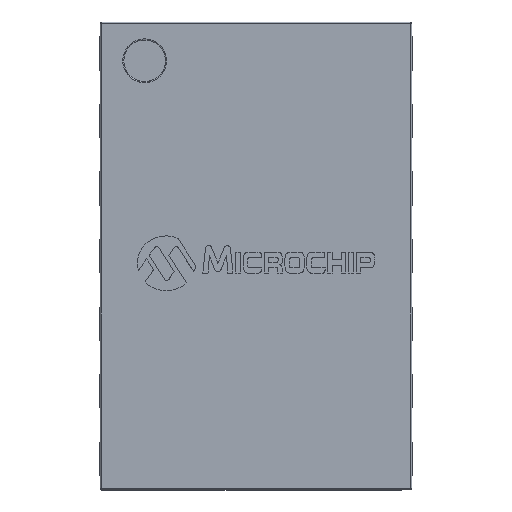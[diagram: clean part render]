
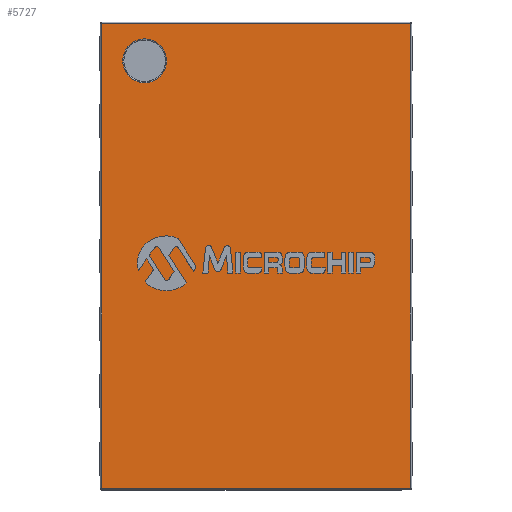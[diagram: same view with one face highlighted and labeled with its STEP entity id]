
A CAD part, top view. The second image highlights one B-rep face of the part: STEP entity #5727.
In plain terms, the highlighted planar face has unit normal (0, 0, 1).
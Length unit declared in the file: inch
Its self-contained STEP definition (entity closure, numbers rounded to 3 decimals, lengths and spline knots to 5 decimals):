
#212=FACE_BOUND('',#2153,.T.);
#227=PLANE('',#6258);
#502=LINE('',#8078,#1134);
#504=LINE('',#8081,#1136);
#508=LINE('',#8087,#1140);
#510=LINE('',#8090,#1142);
#1134=VECTOR('',#6706,0.3937);
#1136=VECTOR('',#6710,0.3937);
#1140=VECTOR('',#6718,0.3937);
#1142=VECTOR('',#6722,0.3937);
#1810=FACE_OUTER_BOUND('',#2152,.T.);
#2152=EDGE_LOOP('',(#3982,#3983,#3984,#3985));
#2153=EDGE_LOOP('',(#3986));
#2500=CIRCLE('',#6259,0.00831);
#2538=VERTEX_POINT('',#7970);
#2544=VERTEX_POINT('',#7984);
#2547=VERTEX_POINT('',#7991);
#2558=VERTEX_POINT('',#8024);
#2571=VERTEX_POINT('',#8103);
#3107=EDGE_CURVE('',#2547,#2558,#502,.T.);
#3109=EDGE_CURVE('',#2558,#2544,#504,.T.);
#3113=EDGE_CURVE('',#2538,#2547,#508,.T.);
#3115=EDGE_CURVE('',#2544,#2538,#510,.T.);
#3120=EDGE_CURVE('',#2571,#2571,#2500,.T.);
#3982=ORIENTED_EDGE('',*,*,#3107,.F.);
#3983=ORIENTED_EDGE('',*,*,#3113,.F.);
#3984=ORIENTED_EDGE('',*,*,#3115,.F.);
#3985=ORIENTED_EDGE('',*,*,#3109,.F.);
#3986=ORIENTED_EDGE('',*,*,#3120,.F.);
#5727=ADVANCED_FACE('',(#1810,#212),#227,.T.);
#6258=AXIS2_PLACEMENT_3D('',#8102,#6741,#6742);
#6259=AXIS2_PLACEMENT_3D('',#8104,#6743,#6744);
#6706=DIRECTION('',(0.,-1.,0.));
#6710=DIRECTION('',(-1.,0.,0.));
#6718=DIRECTION('',(1.,0.,0.));
#6722=DIRECTION('',(0.,1.,0.));
#6741=DIRECTION('center_axis',(0.,0.,1.));
#6742=DIRECTION('ref_axis',(1.,0.,0.));
#6743=DIRECTION('center_axis',(0.,0.,1.));
#6744=DIRECTION('ref_axis',(1.,0.,0.));
#7970=CARTESIAN_POINT('',(-0.05846,0.08799,0.03937));
#7984=CARTESIAN_POINT('',(-0.05846,-0.08799,0.03937));
#7991=CARTESIAN_POINT('',(0.05846,0.08799,0.03937));
#8024=CARTESIAN_POINT('',(0.05846,-0.08799,0.03937));
#8078=CARTESIAN_POINT('',(0.05846,-0.04429,0.03937));
#8081=CARTESIAN_POINT('',(-0.02953,-0.08799,0.03937));
#8087=CARTESIAN_POINT('',(0.02953,0.08799,0.03937));
#8090=CARTESIAN_POINT('',(-0.05846,0.04429,0.03937));
#8102=CARTESIAN_POINT('Origin',(0.,0.,0.03937));
#8103=CARTESIAN_POINT('',(-0.05048,0.07387,0.03937));
#8104=CARTESIAN_POINT('Origin',(-0.04217,0.07387,
0.03937));
